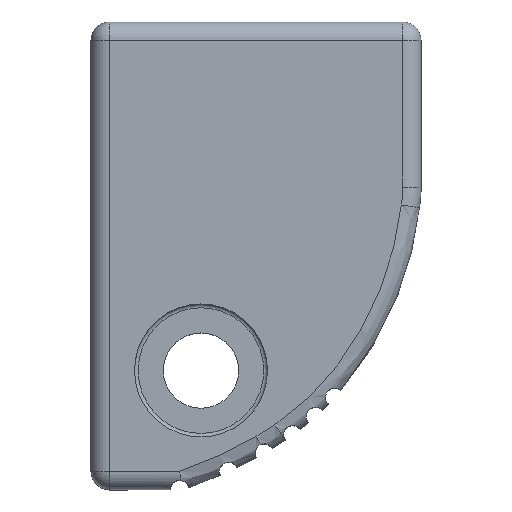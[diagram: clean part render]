
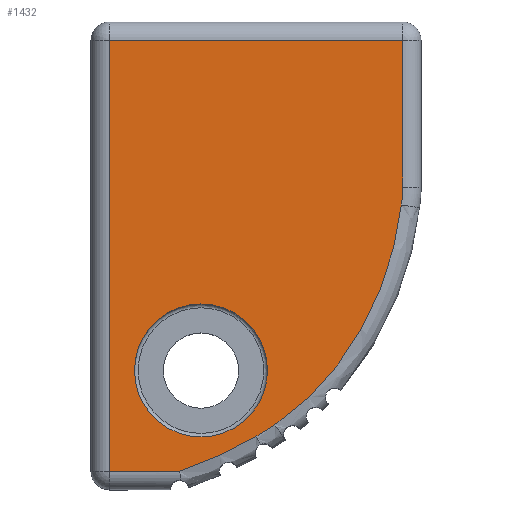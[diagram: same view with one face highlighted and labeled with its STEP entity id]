
A CAD part, top view. The second image highlights one B-rep face of the part: STEP entity #1432.
In plain terms, the highlighted planar face has unit normal (0, 0, 1).
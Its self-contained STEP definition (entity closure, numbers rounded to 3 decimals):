
#31=FACE_BOUND('',#367,.T.);
#94=B_SPLINE_CURVE_WITH_KNOTS('',3,(#3320,#3321,#3322,#3323),
 .UNSPECIFIED.,.F.,.F.,(4,4),(-0.475,-0.017),
 .UNSPECIFIED.);
#95=B_SPLINE_CURVE_WITH_KNOTS('',3,(#3346,#3347,#3348,#3349),
 .UNSPECIFIED.,.F.,.F.,(4,4),(-0.122,0.),
 .UNSPECIFIED.);
#97=B_SPLINE_CURVE_WITH_KNOTS('',3,(#3384,#3385,#3386,#3387,#3388,#3389),
 .UNSPECIFIED.,.F.,.F.,(4,1,1,4),(-1.424,-0.61,
-0.407,0.),.UNSPECIFIED.);
#147=CIRCLE('',#1528,3.625);
#168=CIRCLE('',#1584,6.);
#190=PLANE('',#1593);
#276=FACE_OUTER_BOUND('',#366,.T.);
#366=EDGE_LOOP('',(#1281,#1282,#1283,#1284,#1285,#1286,#1287,#1288));
#367=EDGE_LOOP('',(#1289));
#394=LINE('',#2153,#472);
#401=LINE('',#2183,#479);
#446=LINE('',#3270,#524);
#447=LINE('',#3292,#525);
#472=VECTOR('',#1696,10.);
#479=VECTOR('',#1731,10.);
#524=VECTOR('',#1972,10.);
#525=VECTOR('',#1975,10.);
#572=VERTEX_POINT('',#2127);
#579=VERTEX_POINT('',#2152);
#588=VERTEX_POINT('',#2182);
#610=VERTEX_POINT('',#2261);
#660=VERTEX_POINT('',#3225);
#661=VERTEX_POINT('',#3268);
#662=VERTEX_POINT('',#3272);
#663=VERTEX_POINT('',#3318);
#664=VERTEX_POINT('',#3344);
#718=EDGE_CURVE('',#572,#579,#394,.T.);
#733=EDGE_CURVE('',#579,#588,#401,.T.);
#774=EDGE_CURVE('',#610,#610,#147,.T.);
#863=EDGE_CURVE('',#588,#660,#168,.T.);
#866=EDGE_CURVE('',#661,#572,#446,.T.);
#868=EDGE_CURVE('',#662,#661,#447,.T.);
#872=EDGE_CURVE('',#663,#662,#94,.T.);
#874=EDGE_CURVE('',#664,#663,#95,.T.);
#876=EDGE_CURVE('',#660,#664,#97,.T.);
#1281=ORIENTED_EDGE('',*,*,#863,.F.);
#1282=ORIENTED_EDGE('',*,*,#733,.F.);
#1283=ORIENTED_EDGE('',*,*,#718,.F.);
#1284=ORIENTED_EDGE('',*,*,#866,.F.);
#1285=ORIENTED_EDGE('',*,*,#868,.F.);
#1286=ORIENTED_EDGE('',*,*,#872,.F.);
#1287=ORIENTED_EDGE('',*,*,#874,.F.);
#1288=ORIENTED_EDGE('',*,*,#876,.F.);
#1289=ORIENTED_EDGE('',*,*,#774,.T.);
#1432=ADVANCED_FACE('',(#276,#31),#190,.T.);
#1528=AXIS2_PLACEMENT_3D('',#2263,#1828,#1829);
#1584=AXIS2_PLACEMENT_3D('',#3226,#1966,#1967);
#1593=AXIS2_PLACEMENT_3D('',#3502,#1986,#1987);
#1696=DIRECTION('',(1.,0.,0.));
#1731=DIRECTION('',(0.,-1.,0.));
#1828=DIRECTION('center_axis',(0.,0.,-1.));
#1829=DIRECTION('ref_axis',(-1.,0.,0.));
#1966=DIRECTION('center_axis',(0.,0.,-1.));
#1967=DIRECTION('ref_axis',(0.997,-0.08,0.));
#1972=DIRECTION('',(0.,1.,0.));
#1975=DIRECTION('',(-1.,0.,0.));
#1986=DIRECTION('center_axis',(0.,0.,1.));
#1987=DIRECTION('ref_axis',(1.,0.,0.));
#2127=CARTESIAN_POINT('',(1.,-1.,9.5));
#2152=CARTESIAN_POINT('',(17.,-1.,9.5));
#2153=CARTESIAN_POINT('',(13.5,-1.,9.5));
#2182=CARTESIAN_POINT('',(17.,-9.,9.5));
#2183=CARTESIAN_POINT('',(17.,-10.875,9.5));
#2261=CARTESIAN_POINT('',(9.625,-18.999,9.5));
#2263=CARTESIAN_POINT('Origin',(6.,-18.999,9.5));
#3225=CARTESIAN_POINT('',(16.919,-9.984,9.5));
#3226=CARTESIAN_POINT('Origin',(11.,-9.,9.5));
#3268=CARTESIAN_POINT('',(1.,-24.5,9.5));
#3270=CARTESIAN_POINT('',(1.,-6.375,9.5));
#3272=CARTESIAN_POINT('',(4.832,-24.5,9.5));
#3292=CARTESIAN_POINT('',(4.5,-24.5,9.5));
#3318=CARTESIAN_POINT('',(8.997,-22.606,9.5));
#3320=CARTESIAN_POINT('Ctrl Pts',(8.997,-22.606,9.5));
#3321=CARTESIAN_POINT('Ctrl Pts',(7.677,-23.374,9.5));
#3322=CARTESIAN_POINT('Ctrl Pts',(6.274,-23.996,9.5));
#3323=CARTESIAN_POINT('Ctrl Pts',(4.832,-24.5,9.5));
#3344=CARTESIAN_POINT('',(10.029,-21.959,9.5));
#3346=CARTESIAN_POINT('Ctrl Pts',(10.029,-21.959,9.5));
#3347=CARTESIAN_POINT('Ctrl Pts',(9.693,-22.187,9.5));
#3348=CARTESIAN_POINT('Ctrl Pts',(9.348,-22.402,9.5));
#3349=CARTESIAN_POINT('Ctrl Pts',(8.997,-22.606,9.5));
#3384=CARTESIAN_POINT('Ctrl Pts',(16.919,-9.984,9.5));
#3385=CARTESIAN_POINT('Ctrl Pts',(16.622,-12.681,9.5));
#3386=CARTESIAN_POINT('Ctrl Pts',(15.453,-15.956,9.5));
#3387=CARTESIAN_POINT('Ctrl Pts',(12.672,-19.814,9.5));
#3388=CARTESIAN_POINT('Ctrl Pts',(11.152,-21.198,9.5));
#3389=CARTESIAN_POINT('Ctrl Pts',(10.029,-21.959,9.5));
#3502=CARTESIAN_POINT('Origin',(9.,-12.75,9.5));
